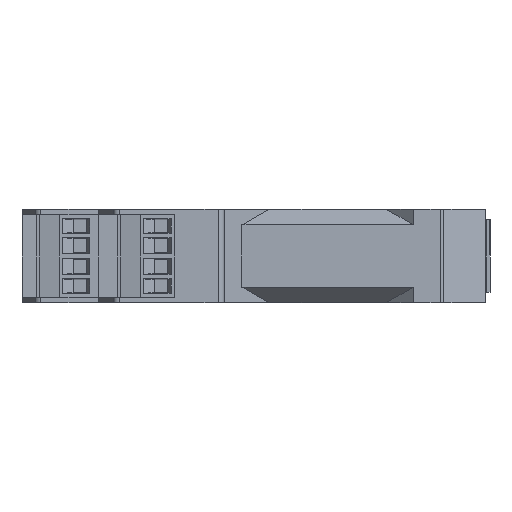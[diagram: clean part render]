
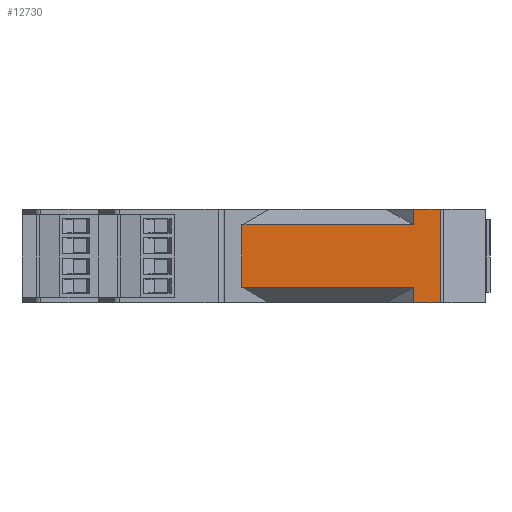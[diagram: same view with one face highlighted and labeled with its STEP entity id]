
A CAD part, left-side view. The second image highlights one B-rep face of the part: STEP entity #12730.
In plain terms, the highlighted planar face has unit normal (-1, 0, 0).
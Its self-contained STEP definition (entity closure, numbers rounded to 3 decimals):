
#370=CARTESIAN_POINT('',(-42.55,12.952,11.3));
#380=VERTEX_POINT('',#370);
#410=CARTESIAN_POINT('',(-42.55,0.,11.3));
#420=DIRECTION('',(0.,-1.,0.));
#430=VECTOR('',#420,1.);
#440=LINE('',#410,#430);
#450=CARTESIAN_POINT('',(-42.55,19.5,11.3));
#460=VERTEX_POINT('',#450);
#470=EDGE_CURVE('',#460,#380,#440,.T.);
#3880=CARTESIAN_POINT('',(-42.55,61.1,
7.547));
#3890=VERTEX_POINT('',#3880);
#3970=CARTESIAN_POINT('',(-42.55,19.5,
7.547));
#3980=VERTEX_POINT('',#3970);
#4010=CARTESIAN_POINT('',(-42.55,0.,7.547));
#4020=DIRECTION('',(0.,1.,0.));
#4030=VECTOR('',#4020,1.);
#4040=LINE('',#4010,#4030);
#4050=EDGE_CURVE('',#3980,#3890,#4040,.T.);
#4240=CARTESIAN_POINT('',(-42.55,19.5,
-11.3));
#4250=DIRECTION('',(0.,0.,1.));
#4260=VECTOR('',#4250,1.);
#4270=LINE('',#4240,#4260);
#4280=EDGE_CURVE('',#3980,#460,#4270,.T.);
#7950=CARTESIAN_POINT('',(-42.55,19.5,-11.3));
#7960=VERTEX_POINT('',#7950);
#7990=CARTESIAN_POINT('',(-42.55,0.,-11.3));
#8000=DIRECTION('',(0.,-1.,0.));
#8010=VECTOR('',#8000,1.);
#8020=LINE('',#7990,#8010);
#8030=CARTESIAN_POINT('',(-42.55,12.952,-11.3));
#8040=VERTEX_POINT('',#8030);
#8050=EDGE_CURVE('',#7960,#8040,#8020,.T.);
#11980=CARTESIAN_POINT('',(-42.55,12.952,11.3));
#11990=DIRECTION('',(0.,0.,1.));
#12000=VECTOR('',#11990,1.);
#12010=LINE('',#11980,#12000);
#12020=EDGE_CURVE('',#8040,#380,#12010,.T.);
#12390=CARTESIAN_POINT('',(-42.55,61.1,11.3));
#12400=DIRECTION('',(-1.,0.,0.));
#12410=DIRECTION('',(0.,1.,0.));
#12420=AXIS2_PLACEMENT_3D('',#12390,#12400,#12410);
#12430=PLANE('',#12420);
#12440=ORIENTED_EDGE('',*,*,#12020,.T.);
#12450=ORIENTED_EDGE('',*,*,#8050,.T.);
#12460=CARTESIAN_POINT('',(-42.55,19.5,
-11.3));
#12470=DIRECTION('',(0.,0.,1.));
#12480=VECTOR('',#12470,1.);
#12490=LINE('',#12460,#12480);
#12500=CARTESIAN_POINT('',(-42.55,19.5,
-7.547));
#12510=VERTEX_POINT('',#12500);
#12520=EDGE_CURVE('',#7960,#12510,#12490,.T.);
#12530=ORIENTED_EDGE('',*,*,#12520,.F.);
#12540=CARTESIAN_POINT('',(-42.55,0.,-7.547));
#12550=DIRECTION('',(0.,-1.,0.));
#12560=VECTOR('',#12550,1.);
#12570=LINE('',#12540,#12560);
#12580=CARTESIAN_POINT('',(-42.55,61.1,
-7.547));
#12590=VERTEX_POINT('',#12580);
#12600=EDGE_CURVE('',#12590,#12510,#12570,.T.);
#12610=ORIENTED_EDGE('',*,*,#12600,.T.);
#12620=CARTESIAN_POINT('',(-42.55,61.1,
-11.3));
#12630=DIRECTION('',(0.,0.,-1.));
#12640=VECTOR('',#12630,1.);
#12650=LINE('',#12620,#12640);
#12660=EDGE_CURVE('',#3890,#12590,#12650,.T.);
#12670=ORIENTED_EDGE('',*,*,#12660,.T.);
#12680=ORIENTED_EDGE('',*,*,#4050,.T.);
#12690=ORIENTED_EDGE('',*,*,#4280,.F.);
#12700=ORIENTED_EDGE('',*,*,#470,.F.);
#12710=EDGE_LOOP('',(#12700,#12690,#12680,#12670,#12610,#12530,#12450,
#12440));
#12720=FACE_OUTER_BOUND('',#12710,.T.);
#12730=ADVANCED_FACE('',(#12720),#12430,.T.);
